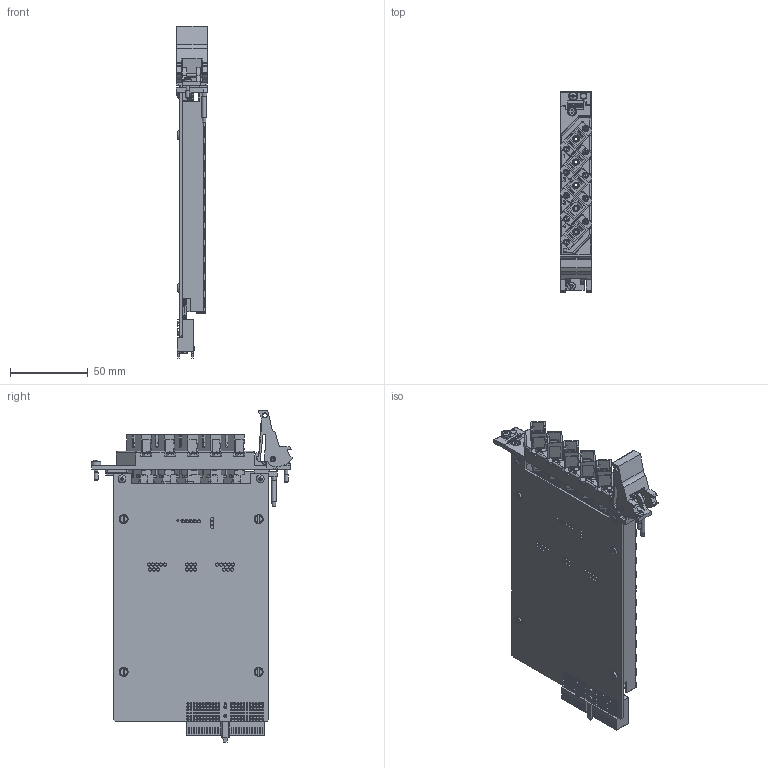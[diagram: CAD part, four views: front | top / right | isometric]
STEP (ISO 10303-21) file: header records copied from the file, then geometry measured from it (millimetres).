
FILE_DESCRIPTION (( 'STEP AP214' ), '1' );
FILE_NAME ('40-850-614.STEP', '2013-09-23T10:45:28', ( 'admin' ), ( '' ), 'SwSTEP 2.0', 'SolidWorks 2012', '' );
FILE_SCHEMA (( 'AUTOMOTIVE_DESIGN' ));
Length unit declared in the file: millimetre
Products named in the file (1): 40-850-614
Bounding box: 20.19 x 129.67 x 213.99 mm (x, y, z)
Surface area: 119300.4 mm2 (no closed solid volume)
Topology: 0 solids, 361 shells, 3056 faces, 12875 edges, 9699 vertices
Faces by surface type: plane 2290, cylinder 597, bspline 82, cone 48, torus 29, sphere 10
Full cylindrical faces by diameter (mm): 0.6 x110, 1 x5, 1.245 x131, 1.496 x1, 1.948 x1, 2 x5, 2.032 x30, 2.05 x1, 2.5 x3, 2.511 x5, 2.6 x1, 2.7 x1, 2.8 x1, 3 x3, 3.95 x10, 4.201 x5, 4.35 x1, 4.7 x5, 5 x4, 5.3 x1, 5.9 x1, 6 x1
Entity records: 183847 total; most frequent: CARTESIAN_POINT 50887, DIRECTION 18924, ORIENTED_EDGE 17382, EDGE_CURVE 12349, VERTEX_POINT 9549, LINE 9400, VECTOR 9400, AXIS2_PLACEMENT_3D 4762
